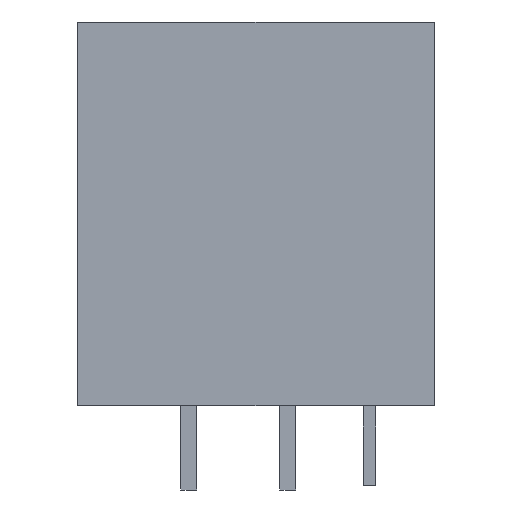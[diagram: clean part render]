
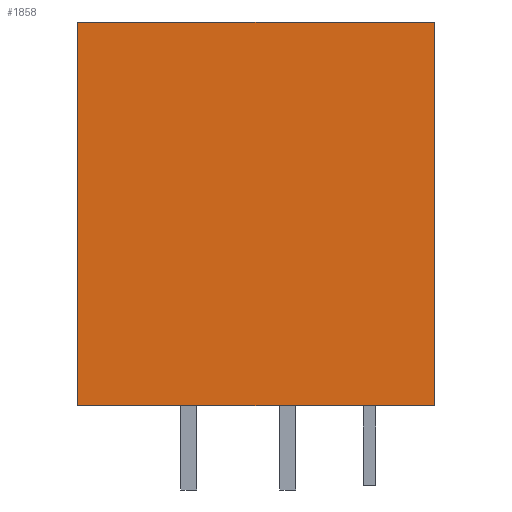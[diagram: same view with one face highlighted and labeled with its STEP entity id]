
A CAD part, left-side view. The second image highlights one B-rep face of the part: STEP entity #1858.
In plain terms, the highlighted planar face has unit normal (-1, 0, 0).
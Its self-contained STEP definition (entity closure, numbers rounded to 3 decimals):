
#44 = PLANE('',#45);
#45 = AXIS2_PLACEMENT_3D('',#46,#47,#48);
#46 = CARTESIAN_POINT('',(-2.6,8.48,0.));
#47 = DIRECTION('',(0.,0.,1.));
#48 = DIRECTION('',(0.,-1.,0.));
#675 = VERTEX_POINT('',#676);
#676 = CARTESIAN_POINT('',(-2.6,-5.92,0.));
#690 = PLANE('',#691);
#691 = AXIS2_PLACEMENT_3D('',#692,#693,#694);
#692 = CARTESIAN_POINT('',(-2.6,-5.92,0.));
#693 = DIRECTION('',(0.,-1.,0.));
#694 = DIRECTION('',(-1.,0.,0.));
#702 = EDGE_CURVE('',#703,#675,#705,.T.);
#703 = VERTEX_POINT('',#704);
#704 = CARTESIAN_POINT('',(-2.6,8.48,0.));
#705 = SURFACE_CURVE('',#706,(#710,#717),.PCURVE_S1.);
#706 = LINE('',#707,#708);
#707 = CARTESIAN_POINT('',(-2.6,8.48,0.));
#708 = VECTOR('',#709,1.);
#709 = DIRECTION('',(0.,-1.,0.));
#710 = PCURVE('',#44,#711);
#711 = DEFINITIONAL_REPRESENTATION('',(#712),#716);
#712 = LINE('',#713,#714);
#713 = CARTESIAN_POINT('',(0.,0.));
#714 = VECTOR('',#715,1.);
#715 = DIRECTION('',(1.,0.));
#716 = ( GEOMETRIC_REPRESENTATION_CONTEXT(2) 
PARAMETRIC_REPRESENTATION_CONTEXT() REPRESENTATION_CONTEXT('2D SPACE',''
  ) );
#717 = PCURVE('',#718,#723);
#718 = PLANE('',#719);
#719 = AXIS2_PLACEMENT_3D('',#720,#721,#722);
#720 = CARTESIAN_POINT('',(-2.6,8.48,15.5));
#721 = DIRECTION('',(1.,0.,0.));
#722 = DIRECTION('',(0.,0.,-1.));
#723 = DEFINITIONAL_REPRESENTATION('',(#724),#728);
#724 = LINE('',#725,#726);
#725 = CARTESIAN_POINT('',(15.5,0.));
#726 = VECTOR('',#727,1.);
#727 = DIRECTION('',(0.,-1.));
#728 = ( GEOMETRIC_REPRESENTATION_CONTEXT(2) 
PARAMETRIC_REPRESENTATION_CONTEXT() REPRESENTATION_CONTEXT('2D SPACE',''
  ) );
#746 = PLANE('',#747);
#747 = AXIS2_PLACEMENT_3D('',#748,#749,#750);
#748 = CARTESIAN_POINT('',(-2.6,8.48,0.));
#749 = DIRECTION('',(0.,-1.,0.));
#750 = DIRECTION('',(-1.,0.,0.));
#1858 = ADVANCED_FACE('',(#1859),#718,.F.);
#1859 = FACE_BOUND('',#1860,.T.);
#1860 = EDGE_LOOP('',(#1861,#1884,#1912,#1933));
#1861 = ORIENTED_EDGE('',*,*,#1862,.T.);
#1862 = EDGE_CURVE('',#675,#1863,#1865,.T.);
#1863 = VERTEX_POINT('',#1864);
#1864 = CARTESIAN_POINT('',(-2.6,-5.92,15.5));
#1865 = SURFACE_CURVE('',#1866,(#1870,#1877),.PCURVE_S1.);
#1866 = LINE('',#1867,#1868);
#1867 = CARTESIAN_POINT('',(-2.6,-5.92,15.5));
#1868 = VECTOR('',#1869,1.);
#1869 = DIRECTION('',(0.,0.,1.));
#1870 = PCURVE('',#718,#1871);
#1871 = DEFINITIONAL_REPRESENTATION('',(#1872),#1876);
#1872 = LINE('',#1873,#1874);
#1873 = CARTESIAN_POINT('',(0.,-14.4));
#1874 = VECTOR('',#1875,1.);
#1875 = DIRECTION('',(-1.,0.));
#1876 = ( GEOMETRIC_REPRESENTATION_CONTEXT(2) 
PARAMETRIC_REPRESENTATION_CONTEXT() REPRESENTATION_CONTEXT('2D SPACE',''
  ) );
#1877 = PCURVE('',#690,#1878);
#1878 = DEFINITIONAL_REPRESENTATION('',(#1879),#1883);
#1879 = LINE('',#1880,#1881);
#1880 = CARTESIAN_POINT('',(0.,-15.5));
#1881 = VECTOR('',#1882,1.);
#1882 = DIRECTION('',(0.,-1.));
#1883 = ( GEOMETRIC_REPRESENTATION_CONTEXT(2) 
PARAMETRIC_REPRESENTATION_CONTEXT() REPRESENTATION_CONTEXT('2D SPACE',''
  ) );
#1884 = ORIENTED_EDGE('',*,*,#1885,.F.);
#1885 = EDGE_CURVE('',#1886,#1863,#1888,.T.);
#1886 = VERTEX_POINT('',#1887);
#1887 = CARTESIAN_POINT('',(-2.6,8.48,15.5));
#1888 = SURFACE_CURVE('',#1889,(#1893,#1900),.PCURVE_S1.);
#1889 = LINE('',#1890,#1891);
#1890 = CARTESIAN_POINT('',(-2.6,8.48,15.5));
#1891 = VECTOR('',#1892,1.);
#1892 = DIRECTION('',(0.,-1.,0.));
#1893 = PCURVE('',#718,#1894);
#1894 = DEFINITIONAL_REPRESENTATION('',(#1895),#1899);
#1895 = LINE('',#1896,#1897);
#1896 = CARTESIAN_POINT('',(0.,0.));
#1897 = VECTOR('',#1898,1.);
#1898 = DIRECTION('',(0.,-1.));
#1899 = ( GEOMETRIC_REPRESENTATION_CONTEXT(2) 
PARAMETRIC_REPRESENTATION_CONTEXT() REPRESENTATION_CONTEXT('2D SPACE',''
  ) );
#1900 = PCURVE('',#1901,#1906);
#1901 = PLANE('',#1902);
#1902 = AXIS2_PLACEMENT_3D('',#1903,#1904,#1905);
#1903 = CARTESIAN_POINT('',(-2.6,8.48,15.5));
#1904 = DIRECTION('',(0.,0.,-1.));
#1905 = DIRECTION('',(0.,1.,0.));
#1906 = DEFINITIONAL_REPRESENTATION('',(#1907),#1911);
#1907 = LINE('',#1908,#1909);
#1908 = CARTESIAN_POINT('',(0.,0.));
#1909 = VECTOR('',#1910,1.);
#1910 = DIRECTION('',(-1.,0.));
#1911 = ( GEOMETRIC_REPRESENTATION_CONTEXT(2) 
PARAMETRIC_REPRESENTATION_CONTEXT() REPRESENTATION_CONTEXT('2D SPACE',''
  ) );
#1912 = ORIENTED_EDGE('',*,*,#1913,.F.);
#1913 = EDGE_CURVE('',#703,#1886,#1914,.T.);
#1914 = SURFACE_CURVE('',#1915,(#1919,#1926),.PCURVE_S1.);
#1915 = LINE('',#1916,#1917);
#1916 = CARTESIAN_POINT('',(-2.6,8.48,15.5));
#1917 = VECTOR('',#1918,1.);
#1918 = DIRECTION('',(0.,0.,1.));
#1919 = PCURVE('',#718,#1920);
#1920 = DEFINITIONAL_REPRESENTATION('',(#1921),#1925);
#1921 = LINE('',#1922,#1923);
#1922 = CARTESIAN_POINT('',(0.,0.));
#1923 = VECTOR('',#1924,1.);
#1924 = DIRECTION('',(-1.,0.));
#1925 = ( GEOMETRIC_REPRESENTATION_CONTEXT(2) 
PARAMETRIC_REPRESENTATION_CONTEXT() REPRESENTATION_CONTEXT('2D SPACE',''
  ) );
#1926 = PCURVE('',#746,#1927);
#1927 = DEFINITIONAL_REPRESENTATION('',(#1928),#1932);
#1928 = LINE('',#1929,#1930);
#1929 = CARTESIAN_POINT('',(0.,-15.5));
#1930 = VECTOR('',#1931,1.);
#1931 = DIRECTION('',(0.,-1.));
#1932 = ( GEOMETRIC_REPRESENTATION_CONTEXT(2) 
PARAMETRIC_REPRESENTATION_CONTEXT() REPRESENTATION_CONTEXT('2D SPACE',''
  ) );
#1933 = ORIENTED_EDGE('',*,*,#702,.T.);
